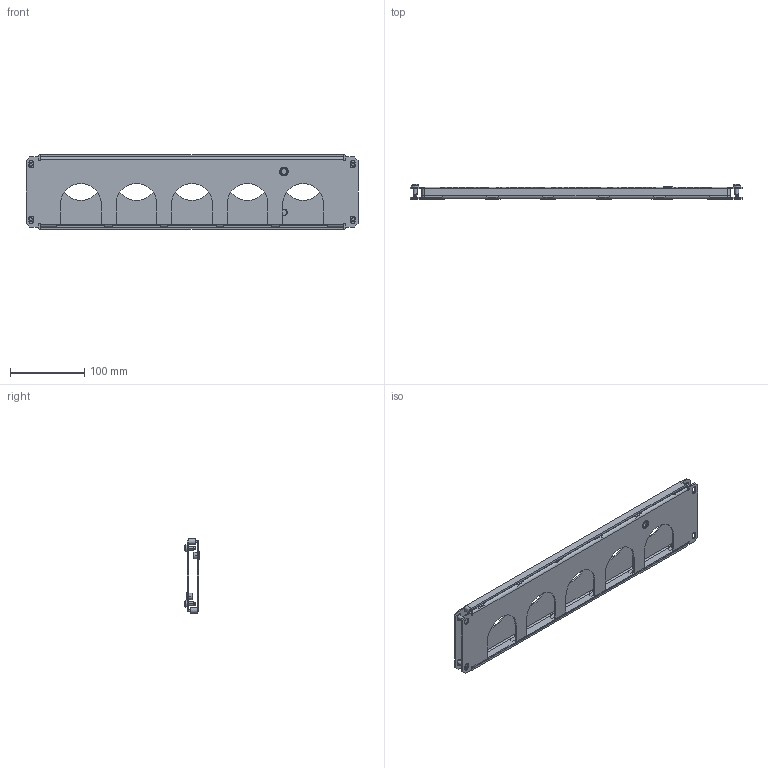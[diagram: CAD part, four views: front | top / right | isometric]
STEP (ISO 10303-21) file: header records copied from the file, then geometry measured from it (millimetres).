
FILE_DESCRIPTION (( 'STEP AP203' ), '1' );
FILE_NAME ('UR18100181004 Ïàíåëü êàáåëüíîãî ââîäà ñðåäíÿÿ 100ìì RS52 00.100 (2øò) (000.801.505-03).STEP', '2022-04-15T12:07:56', ( '' ), ( '' ), 'SwSTEP 2.0', 'SolidWorks 2017', '' );
FILE_SCHEMA (( 'CONFIG_CONTROL_DESIGN' ));
Length unit declared in the file: millimetre
Products named in the file (6): 000.130.447 Ïàíåëü êàáåëüíîãî ââîäà RS52_03 (00.55); Âèíò DIN 7500 C TORX_Œ5å12; 003-488 Ïàíåëü êàáåëüíîãî ââîäà RS52_03 (00.55); Óïëîòíèòåëü 3õ10 ïàíåëåé îñíîâàíèÿ LC3 00.80_03 (00.55); ч蜱齁罻 ST-9; UR18100181004 Ïàíåëü êàáåëüíîãî ââîäà ñðåäíÿÿ 100ìì RS52 00.100 (2øò) (000.801.505-03)
Assembly tree (9 placements, depth 3):
  UR18100181004 Ïàíåëü êàáåëüíîãî ââîäà ñðåäíÿÿ 100ìì RS52 00.100 (2øò) (000.801.505-03)
    000.130.447 Ïàíåëü êàáåëüíîãî ââîäà RS52_03 (00.55)  x2
      003-488 Ïàíåëü êàáåëüíîãî ââîäà RS52_03 (00.55)
      Óïëîòíèòåëü 3õ10 ïàíåëåé îñíîâàíèÿ LC3 00.80_03 (00.55)
      ч蜱齁罻 ST-9
    Âèíò DIN 7500 C TORX_Œ5å12  x4
Bounding box: 448 x 20.64 x 101 mm (x, y, z)
Volume: 162097.9 mm3; surface area: 167278.5 mm2
Topology: 10 solids, 10 shells, 556 faces, 1492 edges, 964 vertices
Faces by surface type: plane 342, cylinder 170, cone 20, torus 16, sphere 8
Entity records: 8206 total; most frequent: CARTESIAN_POINT 1414, DIRECTION 1287, ORIENTED_EDGE 1268, EDGE_CURVE 634, VECTOR 433, LINE 433, AXIS2_PLACEMENT_3D 427, VERTEX_POINT 408
